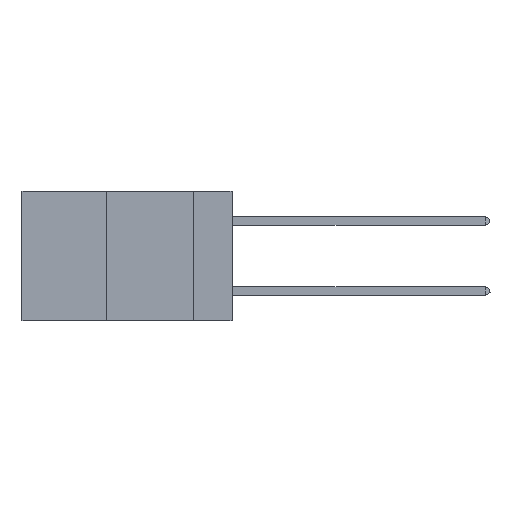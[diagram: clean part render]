
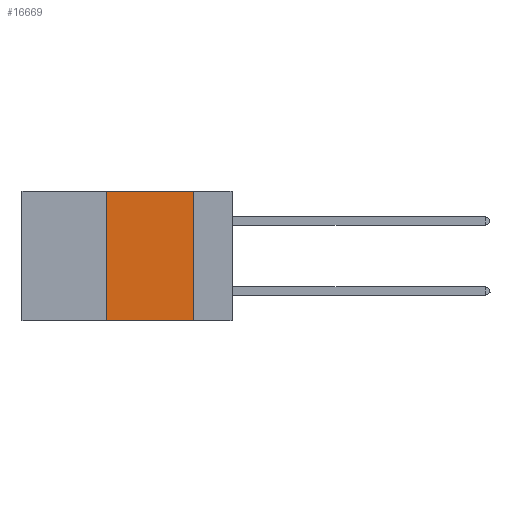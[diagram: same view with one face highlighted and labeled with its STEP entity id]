
A CAD part, left-side view. The second image highlights one B-rep face of the part: STEP entity #16669.
In plain terms, the highlighted planar face has unit normal (-1, 0, 0).
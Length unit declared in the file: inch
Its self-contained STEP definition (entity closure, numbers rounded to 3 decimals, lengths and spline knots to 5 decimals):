
#225 = FACE_OUTER_BOUND ( 'NONE', #14295, .T. ) ;
#843 = VERTEX_POINT ( 'NONE', #9335 ) ;
#983 = VERTEX_POINT ( 'NONE', #13019 ) ;
#1471 = DIRECTION ( 'NONE',  ( 0., -1., 0. ) ) ;
#1737 = LINE ( 'NONE', #9558, #8305 ) ;
#1953 = AXIS2_PLACEMENT_3D ( 'NONE', #17438, #5109, #14140 ) ;
#2870 = CARTESIAN_POINT ( 'NONE',  ( 0., 0.36, -0.37 ) ) ;
#5109 = DIRECTION ( 'NONE',  ( 1., 0., 0. ) ) ;
#5485 = ORIENTED_EDGE ( 'NONE', *, *, #15952, .T. ) ;
#5653 = CARTESIAN_POINT ( 'NONE',  ( 0., 0.11, 0. ) ) ;
#6534 = PLANE ( 'NONE',  #1953 ) ;
#6574 = ORIENTED_EDGE ( 'NONE', *, *, #8806, .F. ) ;
#6843 = EDGE_CURVE ( 'NONE', #14693, #983, #9090, .T. ) ;
#7636 = DIRECTION ( 'NONE',  ( 0., 0., -1. ) ) ;
#7658 = CARTESIAN_POINT ( 'NONE',  ( 0., 0.6, 0. ) ) ;
#8305 = VECTOR ( 'NONE', #12662, 39.37008 ) ;
#8806 = EDGE_CURVE ( 'NONE', #19074, #843, #1737, .T. ) ;
#9090 = LINE ( 'NONE', #12374, #10900 ) ;
#9335 = CARTESIAN_POINT ( 'NONE',  ( 0., 0.36, 0. ) ) ;
#9558 = CARTESIAN_POINT ( 'NONE',  ( 0., 0.36, 0. ) ) ;
#10845 = LINE ( 'NONE', #7658, #12141 ) ;
#10900 = VECTOR ( 'NONE', #7636, 39.37008 ) ;
#12141 = VECTOR ( 'NONE', #1471, 39.37008 ) ;
#12374 = CARTESIAN_POINT ( 'NONE',  ( 0., 0.11, 0. ) ) ;
#12662 = DIRECTION ( 'NONE',  ( 0., 0., 1. ) ) ;
#13019 = CARTESIAN_POINT ( 'NONE',  ( 0., 0.11, -0.37 ) ) ;
#14140 = DIRECTION ( 'NONE',  ( 0., 0., -1. ) ) ;
#14295 = EDGE_LOOP ( 'NONE', ( #15290, #20089, #6574, #5485 ) ) ;
#14693 = VERTEX_POINT ( 'NONE', #5653 ) ;
#15290 = ORIENTED_EDGE ( 'NONE', *, *, #6843, .F. ) ;
#15949 = LINE ( 'NONE', #19331, #19002 ) ;
#15952 = EDGE_CURVE ( 'NONE', #19074, #983, #15949, .T. ) ;
#16669 = ADVANCED_FACE ( 'NONE', ( #225 ), #6534, .F. ) ;
#17021 = EDGE_CURVE ( 'NONE', #843, #14693, #10845, .T. ) ;
#17438 = CARTESIAN_POINT ( 'NONE',  ( 0., 0.6, 0. ) ) ;
#19002 = VECTOR ( 'NONE', #19026, 39.37008 ) ;
#19026 = DIRECTION ( 'NONE',  ( 0., -1., 0. ) ) ;
#19074 = VERTEX_POINT ( 'NONE', #2870 ) ;
#19331 = CARTESIAN_POINT ( 'NONE',  ( 0., 0.6, -0.37 ) ) ;
#20089 = ORIENTED_EDGE ( 'NONE', *, *, #17021, .F. ) ;
